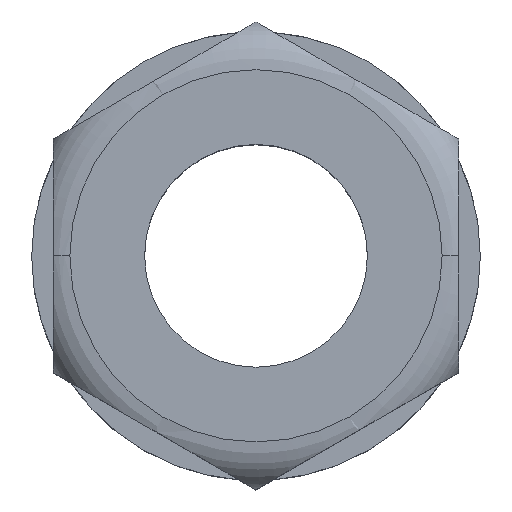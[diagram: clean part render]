
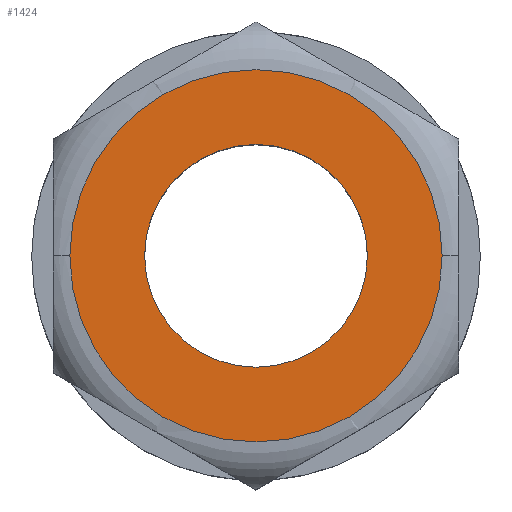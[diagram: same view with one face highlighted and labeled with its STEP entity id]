
A CAD part, top view. The second image highlights one B-rep face of the part: STEP entity #1424.
In plain terms, the highlighted planar face has unit normal (0, 0, 1).
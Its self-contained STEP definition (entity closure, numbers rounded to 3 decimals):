
#14 = FACE_BOUND ( 'NONE', #763, .T. ) ;
#18 = DIRECTION ( 'NONE',  ( 0., 0., -1. ) ) ;
#21 = CARTESIAN_POINT ( 'NONE',  ( -5.85, 0., 7.95 ) ) ;
#40 = DIRECTION ( 'NONE',  ( 0., 0., -1. ) ) ;
#139 = CARTESIAN_POINT ( 'NONE',  ( 0., 0., 7.95 ) ) ;
#169 = EDGE_CURVE ( 'NONE', #1182, #798, #889, .T. ) ;
#202 = ORIENTED_EDGE ( 'NONE', *, *, #767, .T. ) ;
#247 = EDGE_CURVE ( 'NONE', #1319, #333, #431, .T. ) ;
#262 = AXIS2_PLACEMENT_3D ( 'NONE', #1460, #284, #742 ) ;
#284 = DIRECTION ( 'NONE',  ( 0., 0., 1. ) ) ;
#333 = VERTEX_POINT ( 'NONE', #21 ) ;
#431 = CIRCLE ( 'NONE', #1366, 5.85 ) ;
#461 = DIRECTION ( 'NONE',  ( -1., 0., 0. ) ) ;
#531 = AXIS2_PLACEMENT_3D ( 'NONE', #958, #18, #1074 ) ;
#703 = DIRECTION ( 'NONE',  ( -1., 0., 0. ) ) ;
#742 = DIRECTION ( 'NONE',  ( 1., 0., 0. ) ) ;
#763 = EDGE_LOOP ( 'NONE', ( #202, #802 ) ) ;
#767 = EDGE_CURVE ( 'NONE', #798, #1182, #948, .T. ) ;
#798 = VERTEX_POINT ( 'NONE', #1355 ) ;
#802 = ORIENTED_EDGE ( 'NONE', *, *, #169, .T. ) ;
#889 = CIRCLE ( 'NONE', #1396, 3.5 ) ;
#902 = CARTESIAN_POINT ( 'NONE',  ( 0., 0., 7.95 ) ) ;
#948 = CIRCLE ( 'NONE', #1467, 3.5 ) ;
#955 = CARTESIAN_POINT ( 'NONE',  ( 0., 0., 7.95 ) ) ;
#958 = CARTESIAN_POINT ( 'NONE',  ( 0., 0., 7.95 ) ) ;
#1020 = FACE_OUTER_BOUND ( 'NONE', #1400, .T. ) ;
#1052 = EDGE_CURVE ( 'NONE', #333, #1319, #1436, .T. ) ;
#1068 = DIRECTION ( 'NONE',  ( 0., 0., -1. ) ) ;
#1074 = DIRECTION ( 'NONE',  ( 0.866, 0.5, 0. ) ) ;
#1145 = CARTESIAN_POINT ( 'NONE',  ( 5.85, 0., 7.95 ) ) ;
#1158 = DIRECTION ( 'NONE',  ( 0.866, 0.5, 0. ) ) ;
#1182 = VERTEX_POINT ( 'NONE', #1434 ) ;
#1216 = PLANE ( 'NONE',  #262 ) ;
#1272 = ORIENTED_EDGE ( 'NONE', *, *, #1052, .F. ) ;
#1319 = VERTEX_POINT ( 'NONE', #1145 ) ;
#1320 = ORIENTED_EDGE ( 'NONE', *, *, #247, .F. ) ;
#1355 = CARTESIAN_POINT ( 'NONE',  ( 3.5, 0., 7.95 ) ) ;
#1361 = DIRECTION ( 'NONE',  ( 0., 0., -1. ) ) ;
#1366 = AXIS2_PLACEMENT_3D ( 'NONE', #955, #1068, #1158 ) ;
#1396 = AXIS2_PLACEMENT_3D ( 'NONE', #139, #40, #703 ) ;
#1400 = EDGE_LOOP ( 'NONE', ( #1320, #1272 ) ) ;
#1424 = ADVANCED_FACE ( 'NONE', ( #14, #1020 ), #1216, .T. ) ;
#1434 = CARTESIAN_POINT ( 'NONE',  ( -3.5, 0., 7.95 ) ) ;
#1436 = CIRCLE ( 'NONE', #531, 5.85 ) ;
#1460 = CARTESIAN_POINT ( 'NONE',  ( 0., 0., 7.95 ) ) ;
#1467 = AXIS2_PLACEMENT_3D ( 'NONE', #902, #1361, #461 ) ;
